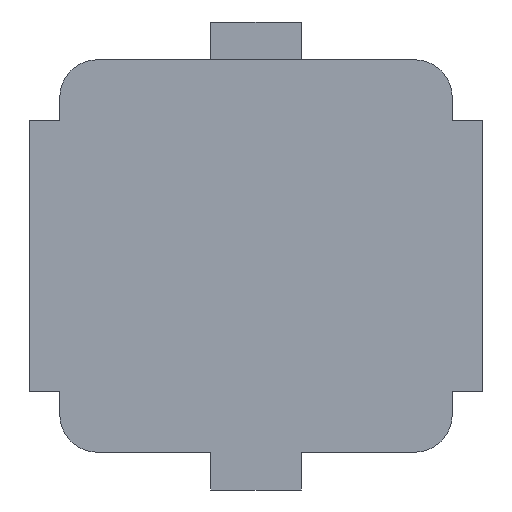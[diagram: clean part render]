
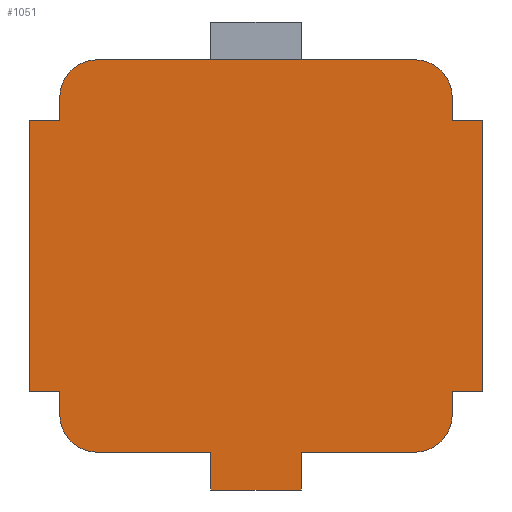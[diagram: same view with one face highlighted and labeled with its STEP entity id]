
A CAD part, front view. The second image highlights one B-rep face of the part: STEP entity #1051.
In plain terms, the highlighted planar face has unit normal (0, -1, 0).
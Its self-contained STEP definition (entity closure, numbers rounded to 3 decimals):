
#175=DIRECTION('',(0.,0.,1.));
#176=VECTOR('',#175,0.15);
#177=CARTESIAN_POINT('',(-1.3,-1.25,-1.05));
#178=LINE('',#177,#176);
#179=DIRECTION('',(-1.,0.,0.));
#180=VECTOR('',#179,0.2);
#181=CARTESIAN_POINT('',(-1.3,-1.25,-0.9));
#182=LINE('',#181,#180);
#183=DIRECTION('',(0.,0.,1.));
#184=VECTOR('',#183,1.8);
#185=CARTESIAN_POINT('',(-1.5,-1.25,-0.9));
#186=LINE('',#185,#184);
#187=DIRECTION('',(1.,0.,0.));
#188=VECTOR('',#187,0.2);
#189=CARTESIAN_POINT('',(-1.5,-1.25,0.9));
#190=LINE('',#189,#188);
#191=DIRECTION('',(0.,0.,1.));
#192=VECTOR('',#191,0.15);
#193=CARTESIAN_POINT('',(-1.3,-1.25,0.9));
#194=LINE('',#193,#192);
#195=CARTESIAN_POINT('',(-1.05,-1.25,1.05));
#196=DIRECTION('',(0.,1.,0.));
#197=DIRECTION('',(-1.,0.,0.));
#198=AXIS2_PLACEMENT_3D('',#195,#196,#197);
#200=DIRECTION('',(1.,0.,0.));
#201=VECTOR('',#200,2.1);
#202=CARTESIAN_POINT('',(-1.05,-1.25,1.3));
#203=LINE('',#202,#201);
#204=CARTESIAN_POINT('',(1.05,-1.25,1.05));
#205=DIRECTION('',(0.,1.,0.));
#206=DIRECTION('',(0.,0.,1.));
#207=AXIS2_PLACEMENT_3D('',#204,#205,#206);
#209=DIRECTION('',(0.,0.,-1.));
#210=VECTOR('',#209,0.15);
#211=CARTESIAN_POINT('',(1.3,-1.25,1.05));
#212=LINE('',#211,#210);
#213=DIRECTION('',(1.,0.,0.));
#214=VECTOR('',#213,0.2);
#215=CARTESIAN_POINT('',(1.3,-1.25,0.9));
#216=LINE('',#215,#214);
#217=DIRECTION('',(0.,0.,-1.));
#218=VECTOR('',#217,1.8);
#219=CARTESIAN_POINT('',(1.5,-1.25,0.9));
#220=LINE('',#219,#218);
#221=DIRECTION('',(-1.,0.,0.));
#222=VECTOR('',#221,0.2);
#223=CARTESIAN_POINT('',(1.5,-1.25,-0.9));
#224=LINE('',#223,#222);
#225=DIRECTION('',(0.,0.,-1.));
#226=VECTOR('',#225,0.15);
#227=CARTESIAN_POINT('',(1.3,-1.25,-0.9));
#228=LINE('',#227,#226);
#229=CARTESIAN_POINT('',(1.05,-1.25,-1.05));
#230=DIRECTION('',(0.,1.,0.));
#231=DIRECTION('',(1.,0.,0.));
#232=AXIS2_PLACEMENT_3D('',#229,#230,#231);
#234=DIRECTION('',(-1.,0.,0.));
#235=VECTOR('',#234,0.75);
#236=CARTESIAN_POINT('',(1.05,-1.25,-1.3));
#237=LINE('',#236,#235);
#238=DIRECTION('',(0.,0.,-1.));
#239=VECTOR('',#238,0.25);
#240=CARTESIAN_POINT('',(0.3,-1.25,-1.3));
#241=LINE('',#240,#239);
#242=DIRECTION('',(-1.,0.,0.));
#243=VECTOR('',#242,0.6);
#244=CARTESIAN_POINT('',(0.3,-1.25,-1.55));
#245=LINE('',#244,#243);
#246=DIRECTION('',(0.,0.,1.));
#247=VECTOR('',#246,0.25);
#248=CARTESIAN_POINT('',(-0.3,-1.25,-1.55));
#249=LINE('',#248,#247);
#250=DIRECTION('',(-1.,0.,0.));
#251=VECTOR('',#250,0.75);
#252=CARTESIAN_POINT('',(-0.3,-1.25,-1.3));
#253=LINE('',#252,#251);
#254=CARTESIAN_POINT('',(-1.05,-1.25,-1.05));
#255=DIRECTION('',(0.,1.,0.));
#256=DIRECTION('',(0.,0.,-1.));
#257=AXIS2_PLACEMENT_3D('',#254,#255,#256);
#679=CARTESIAN_POINT('',(1.05,-1.25,1.3));
#680=VERTEX_POINT('',#679);
#681=CARTESIAN_POINT('',(-1.05,-1.25,1.3));
#682=VERTEX_POINT('',#681);
#683=CARTESIAN_POINT('',(1.3,-1.25,1.05));
#684=VERTEX_POINT('',#683);
#689=CARTESIAN_POINT('',(1.3,-1.25,0.9));
#690=VERTEX_POINT('',#689);
#691=CARTESIAN_POINT('',(1.3,-1.25,-1.05));
#692=VERTEX_POINT('',#691);
#693=CARTESIAN_POINT('',(1.3,-1.25,-0.9));
#694=VERTEX_POINT('',#693);
#699=CARTESIAN_POINT('',(1.5,-1.25,-0.9));
#700=VERTEX_POINT('',#699);
#701=CARTESIAN_POINT('',(-1.3,-1.25,-1.05));
#702=CARTESIAN_POINT('',(-1.3,-1.25,-0.9));
#703=VERTEX_POINT('',#701);
#704=VERTEX_POINT('',#702);
#705=CARTESIAN_POINT('',(-1.5,-1.25,-0.9));
#706=VERTEX_POINT('',#705);
#707=CARTESIAN_POINT('',(-1.5,-1.25,0.9));
#708=VERTEX_POINT('',#707);
#709=CARTESIAN_POINT('',(-1.3,-1.25,0.9));
#710=VERTEX_POINT('',#709);
#711=CARTESIAN_POINT('',(-1.3,-1.25,1.05));
#712=VERTEX_POINT('',#711);
#713=CARTESIAN_POINT('',(1.5,-1.25,0.9));
#714=VERTEX_POINT('',#713);
#715=CARTESIAN_POINT('',(1.05,-1.25,-1.3));
#716=VERTEX_POINT('',#715);
#717=CARTESIAN_POINT('',(0.3,-1.25,-1.3));
#718=VERTEX_POINT('',#717);
#719=CARTESIAN_POINT('',(0.3,-1.25,-1.55));
#720=VERTEX_POINT('',#719);
#721=CARTESIAN_POINT('',(-0.3,-1.25,-1.55));
#722=VERTEX_POINT('',#721);
#723=CARTESIAN_POINT('',(-0.3,-1.25,-1.3));
#724=VERTEX_POINT('',#723);
#725=CARTESIAN_POINT('',(-1.05,-1.25,-1.3));
#726=VERTEX_POINT('',#725);
#1009=CARTESIAN_POINT('',(1.303,-1.25,0.007));
#1010=DIRECTION('',(0.,1.,0.));
#1011=DIRECTION('',(-0.924,0.,0.383));
#1012=AXIS2_PLACEMENT_3D('',#1009,#1010,#1011);
#1013=PLANE('',#1012);
#1015=ORIENTED_EDGE('',*,*,#1014,.T.);
#1017=ORIENTED_EDGE('',*,*,#1016,.T.);
#1019=ORIENTED_EDGE('',*,*,#1018,.T.);
#1021=ORIENTED_EDGE('',*,*,#1020,.T.);
#1023=ORIENTED_EDGE('',*,*,#1022,.T.);
#1025=ORIENTED_EDGE('',*,*,#1024,.T.);
#1026=ORIENTED_EDGE('',*,*,#894,.T.);
#1027=ORIENTED_EDGE('',*,*,#953,.T.);
#1028=ORIENTED_EDGE('',*,*,#967,.T.);
#1030=ORIENTED_EDGE('',*,*,#1029,.T.);
#1032=ORIENTED_EDGE('',*,*,#1031,.T.);
#1033=ORIENTED_EDGE('',*,*,#1001,.T.);
#1034=ORIENTED_EDGE('',*,*,#973,.T.);
#1036=ORIENTED_EDGE('',*,*,#1035,.T.);
#1038=ORIENTED_EDGE('',*,*,#1037,.T.);
#1040=ORIENTED_EDGE('',*,*,#1039,.T.);
#1042=ORIENTED_EDGE('',*,*,#1041,.T.);
#1044=ORIENTED_EDGE('',*,*,#1043,.T.);
#1046=ORIENTED_EDGE('',*,*,#1045,.T.);
#1048=ORIENTED_EDGE('',*,*,#1047,.T.);
#1049=EDGE_LOOP('',(#1015,#1017,#1019,#1021,#1023,#1025,#1026,#1027,#1028,#1030,
#1032,#1033,#1034,#1036,#1038,#1040,#1042,#1044,#1046,#1048));
#1050=FACE_OUTER_BOUND('',#1049,.F.);
#1051=ADVANCED_FACE('',(#1050),#1013,.F.);
#199=CIRCLE('',#198,0.25);
#208=CIRCLE('',#207,0.25);
#233=CIRCLE('',#232,0.25);
#258=CIRCLE('',#257,0.25);
#894=EDGE_CURVE('',#682,#680,#203,.T.);
#953=EDGE_CURVE('',#680,#684,#208,.T.);
#967=EDGE_CURVE('',#684,#690,#212,.T.);
#973=EDGE_CURVE('',#694,#692,#228,.T.);
#1001=EDGE_CURVE('',#700,#694,#224,.T.);
#1014=EDGE_CURVE('',#703,#704,#178,.T.);
#1016=EDGE_CURVE('',#704,#706,#182,.T.);
#1018=EDGE_CURVE('',#706,#708,#186,.T.);
#1020=EDGE_CURVE('',#708,#710,#190,.T.);
#1022=EDGE_CURVE('',#710,#712,#194,.T.);
#1024=EDGE_CURVE('',#712,#682,#199,.T.);
#1029=EDGE_CURVE('',#690,#714,#216,.T.);
#1031=EDGE_CURVE('',#714,#700,#220,.T.);
#1035=EDGE_CURVE('',#692,#716,#233,.T.);
#1037=EDGE_CURVE('',#716,#718,#237,.T.);
#1039=EDGE_CURVE('',#718,#720,#241,.T.);
#1041=EDGE_CURVE('',#720,#722,#245,.T.);
#1043=EDGE_CURVE('',#722,#724,#249,.T.);
#1045=EDGE_CURVE('',#724,#726,#253,.T.);
#1047=EDGE_CURVE('',#726,#703,#258,.T.);
